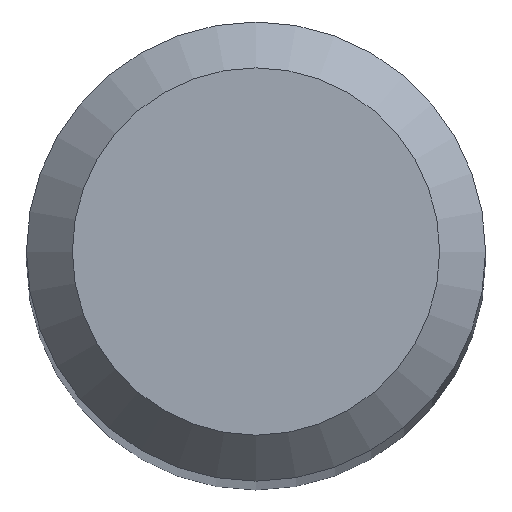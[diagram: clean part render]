
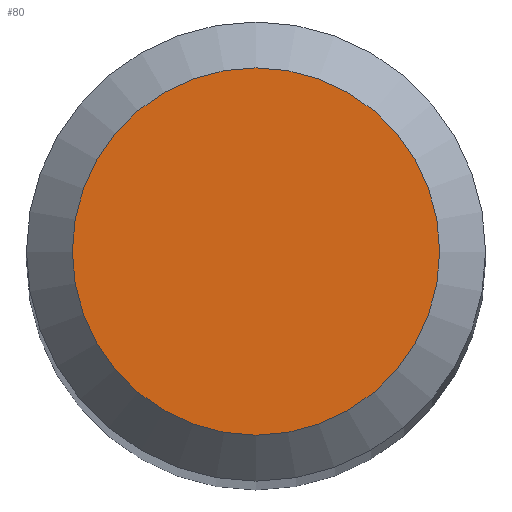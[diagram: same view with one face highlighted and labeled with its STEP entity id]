
A CAD part, top view. The second image highlights one B-rep face of the part: STEP entity #80.
In plain terms, the highlighted planar face has unit normal (0, 0, 1).
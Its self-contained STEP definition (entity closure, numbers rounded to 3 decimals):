
#18 = CARTESIAN_POINT ( 'NONE',  ( 0., 1.2, 38. ) ) ;
#21 = DIRECTION ( 'NONE',  ( 0., 0., -1. ) ) ;
#39 = CARTESIAN_POINT ( 'NONE',  ( 0., 0., 38. ) ) ;
#59 = CARTESIAN_POINT ( 'NONE',  ( 0., 0., 38. ) ) ;
#80 = ADVANCED_FACE ( 'NONE', ( #178 ), #180, .F. ) ;
#92 = DIRECTION ( 'NONE',  ( 0., 1., 0. ) ) ;
#99 = VERTEX_POINT ( 'NONE', #18 ) ;
#128 = DIRECTION ( 'NONE',  ( 0., 0., -1. ) ) ;
#134 = EDGE_LOOP ( 'NONE', ( #143 ) ) ;
#139 = EDGE_CURVE ( 'NONE', #99, #99, #173, .T. ) ;
#143 = ORIENTED_EDGE ( 'NONE', *, *, #139, .F. ) ;
#155 = AXIS2_PLACEMENT_3D ( 'NONE', #39, #21, #92 ) ;
#171 = DIRECTION ( 'NONE',  ( 0., 1., 0. ) ) ;
#173 = CIRCLE ( 'NONE', #187, 1.2 ) ;
#178 = FACE_OUTER_BOUND ( 'NONE', #134, .T. ) ;
#180 = PLANE ( 'NONE',  #155 ) ;
#187 = AXIS2_PLACEMENT_3D ( 'NONE', #59, #128, #171 ) ;
